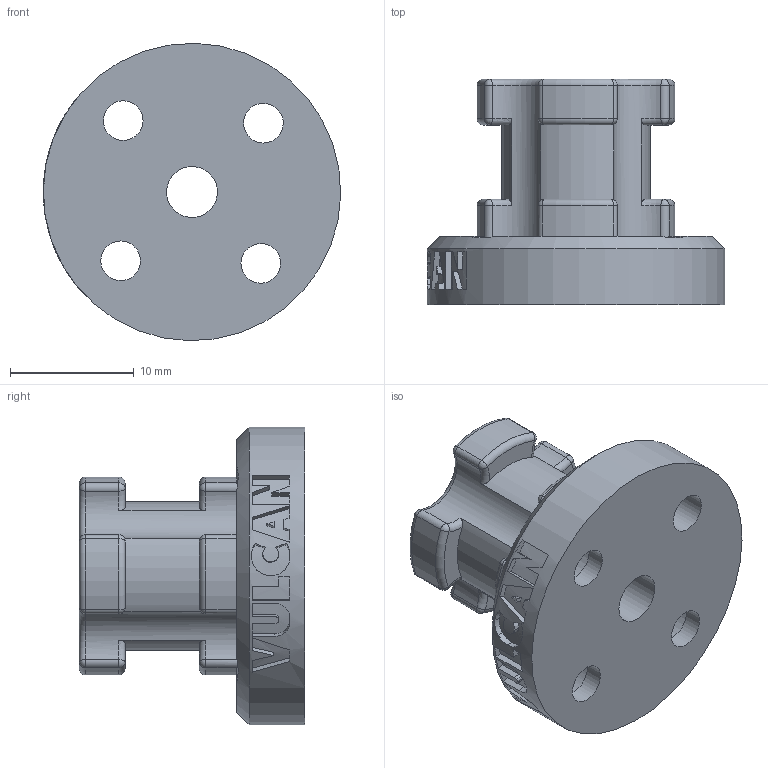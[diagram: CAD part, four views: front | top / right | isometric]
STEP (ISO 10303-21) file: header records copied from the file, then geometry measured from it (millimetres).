
FILE_DESCRIPTION(/* description */ ('','CAx-IF Rec.Pracs.---Representation and Presentation of Product Manufacturing Information (PMI)---4.0---2014-10-13'),/* implementation_level */ '2;1');
FILE_NAME(/* name */ 'V6 Adapter.step',/* time_stamp */ '2025-02-01T00:35:34+02:00',/* author */ (''),/* organization */ (''),/* preprocessor_version */ 'ST-DEVELOPER v20',/* originating_system */ 'Autodesk Translation Framework v13.20.0.188',/* authorisation */ '');
FILE_SCHEMA (('AP242_MANAGED_MODEL_BASED_3D_ENGINEERING_MIM_LF { 1 0 10303 442 1 1 4 }'));
Length unit declared in the file: millimetre
Products named in the file (1): Adapter
Bounding box: 24 x 18.2 x 24 mm (x, y, z)
Volume: 3454.7 mm3; surface area: 2450.6 mm2
Topology: 1 solids, 1 shells, 189 faces, 469 edges, 288 vertices
Faces by surface type: cylinder 47, plane 46, bspline 34, torus 32, sphere 24, cone 6
Full cylindrical faces by diameter (mm): 3.2 x4, 4.1 x1, 5.5 x4, 24 x1
Entity records: 6593 total; most frequent: CARTESIAN_POINT 2119, DIRECTION 939, ORIENTED_EDGE 938, EDGE_CURVE 469, AXIS2_PLACEMENT_3D 400, VERTEX_POINT 288, CIRCLE 240, EDGE_LOOP 205
